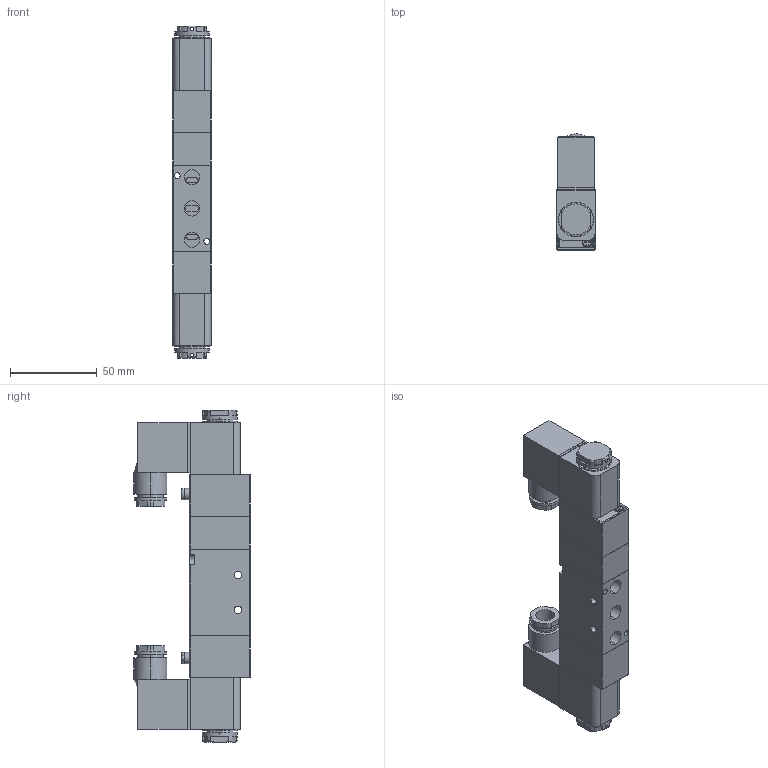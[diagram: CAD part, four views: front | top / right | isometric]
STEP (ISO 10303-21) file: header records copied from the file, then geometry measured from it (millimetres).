
FILE_DESCRIPTION (( 'STEP AP203' ), '1' );
FILE_NAME ('J4V230E-06外形图 （step格式）.STEP', '2020-06-16T08:44:07', ( 'jeljs' ), ( 'Microsoft' ), 'SwSTEP 2.0', 'SolidWorks 2016', '' );
FILE_SCHEMA (( 'CONFIG_CONTROL_DESIGN' ));
Length unit declared in the file: millimetre
Products named in the file (1): J4V230E-06外形图 （step格式）
Bounding box: 22 x 66.95 x 191.5 mm (x, y, z)
Volume: 172446.2 mm3; surface area: 36117.1 mm2
Topology: 1 solids, 1 shells, 463 faces, 1195 edges, 758 vertices
Faces by surface type: plane 318, cylinder 127, torus 16, bspline 2
Entity records: 14413 total; most frequent: CARTESIAN_POINT 2922, DIRECTION 2400, ORIENTED_EDGE 2390, EDGE_CURVE 1195, AXIS2_PLACEMENT_3D 826, VERTEX_POINT 758, LINE 748, VECTOR 748
